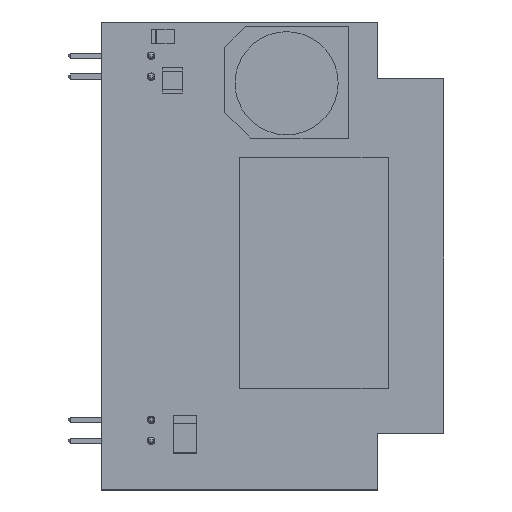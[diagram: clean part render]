
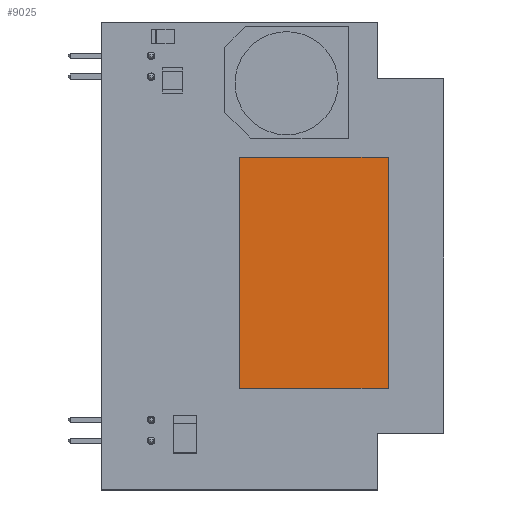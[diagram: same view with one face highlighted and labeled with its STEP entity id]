
A CAD part, top view. The second image highlights one B-rep face of the part: STEP entity #9025.
In plain terms, the highlighted planar face has unit normal (0, 0, 1).
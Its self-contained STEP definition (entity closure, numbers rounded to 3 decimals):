
#8711 = VERTEX_POINT('',#8712);
#8712 = CARTESIAN_POINT('',(9.,-14.,11.5));
#8719 = PLANE('',#8720);
#8720 = AXIS2_PLACEMENT_3D('',#8721,#8722,#8723);
#8721 = CARTESIAN_POINT('',(9.,-14.,0.));
#8722 = DIRECTION('',(-1.,0.,0.));
#8723 = DIRECTION('',(0.,1.,0.));
#8731 = PLANE('',#8732);
#8732 = AXIS2_PLACEMENT_3D('',#8733,#8734,#8735);
#8733 = CARTESIAN_POINT('',(-9.,-14.,0.));
#8734 = DIRECTION('',(0.,1.,0.));
#8735 = DIRECTION('',(1.,0.,0.));
#8743 = EDGE_CURVE('',#8711,#8744,#8746,.T.);
#8744 = VERTEX_POINT('',#8745);
#8745 = CARTESIAN_POINT('',(9.,14.,11.5));
#8746 = SURFACE_CURVE('',#8747,(#8751,#8758),.PCURVE_S1.);
#8747 = LINE('',#8748,#8749);
#8748 = CARTESIAN_POINT('',(9.,-14.,11.5));
#8749 = VECTOR('',#8750,1.);
#8750 = DIRECTION('',(0.,1.,0.));
#8751 = PCURVE('',#8719,#8752);
#8752 = DEFINITIONAL_REPRESENTATION('',(#8753),#8757);
#8753 = LINE('',#8754,#8755);
#8754 = CARTESIAN_POINT('',(0.,-11.5));
#8755 = VECTOR('',#8756,1.);
#8756 = DIRECTION('',(1.,0.));
#8757 = ( GEOMETRIC_REPRESENTATION_CONTEXT(2) 
PARAMETRIC_REPRESENTATION_CONTEXT() REPRESENTATION_CONTEXT('2D SPACE',''
  ) );
#8758 = PCURVE('',#8759,#8764);
#8759 = PLANE('',#8760);
#8760 = AXIS2_PLACEMENT_3D('',#8761,#8762,#8763);
#8761 = CARTESIAN_POINT('',(9.,-14.,11.5));
#8762 = DIRECTION('',(0.,0.,-1.));
#8763 = DIRECTION('',(-1.,0.,0.));
#8764 = DEFINITIONAL_REPRESENTATION('',(#8765),#8769);
#8765 = LINE('',#8766,#8767);
#8766 = CARTESIAN_POINT('',(0.,0.));
#8767 = VECTOR('',#8768,1.);
#8768 = DIRECTION('',(0.,1.));
#8769 = ( GEOMETRIC_REPRESENTATION_CONTEXT(2) 
PARAMETRIC_REPRESENTATION_CONTEXT() REPRESENTATION_CONTEXT('2D SPACE',''
  ) );
#8787 = PLANE('',#8788);
#8788 = AXIS2_PLACEMENT_3D('',#8789,#8790,#8791);
#8789 = CARTESIAN_POINT('',(9.,14.,0.));
#8790 = DIRECTION('',(0.,-1.,0.));
#8791 = DIRECTION('',(-1.,0.,0.));
#8829 = EDGE_CURVE('',#8744,#8830,#8832,.T.);
#8830 = VERTEX_POINT('',#8831);
#8831 = CARTESIAN_POINT('',(-9.,14.,11.5));
#8832 = SURFACE_CURVE('',#8833,(#8837,#8844),.PCURVE_S1.);
#8833 = LINE('',#8834,#8835);
#8834 = CARTESIAN_POINT('',(9.,14.,11.5));
#8835 = VECTOR('',#8836,1.);
#8836 = DIRECTION('',(-1.,0.,0.));
#8837 = PCURVE('',#8787,#8838);
#8838 = DEFINITIONAL_REPRESENTATION('',(#8839),#8843);
#8839 = LINE('',#8840,#8841);
#8840 = CARTESIAN_POINT('',(0.,-11.5));
#8841 = VECTOR('',#8842,1.);
#8842 = DIRECTION('',(1.,0.));
#8843 = ( GEOMETRIC_REPRESENTATION_CONTEXT(2) 
PARAMETRIC_REPRESENTATION_CONTEXT() REPRESENTATION_CONTEXT('2D SPACE',''
  ) );
#8844 = PCURVE('',#8759,#8845);
#8845 = DEFINITIONAL_REPRESENTATION('',(#8846),#8850);
#8846 = LINE('',#8847,#8848);
#8847 = CARTESIAN_POINT('',(0.,28.));
#8848 = VECTOR('',#8849,1.);
#8849 = DIRECTION('',(1.,0.));
#8850 = ( GEOMETRIC_REPRESENTATION_CONTEXT(2) 
PARAMETRIC_REPRESENTATION_CONTEXT() REPRESENTATION_CONTEXT('2D SPACE',''
  ) );
#8868 = PLANE('',#8869);
#8869 = AXIS2_PLACEMENT_3D('',#8870,#8871,#8872);
#8870 = CARTESIAN_POINT('',(-9.,14.,0.));
#8871 = DIRECTION('',(1.,0.,0.));
#8872 = DIRECTION('',(0.,-1.,0.));
#8905 = EDGE_CURVE('',#8830,#8906,#8908,.T.);
#8906 = VERTEX_POINT('',#8907);
#8907 = CARTESIAN_POINT('',(-9.,-14.,11.5));
#8908 = SURFACE_CURVE('',#8909,(#8913,#8920),.PCURVE_S1.);
#8909 = LINE('',#8910,#8911);
#8910 = CARTESIAN_POINT('',(-9.,14.,11.5));
#8911 = VECTOR('',#8912,1.);
#8912 = DIRECTION('',(0.,-1.,0.));
#8913 = PCURVE('',#8868,#8914);
#8914 = DEFINITIONAL_REPRESENTATION('',(#8915),#8919);
#8915 = LINE('',#8916,#8917);
#8916 = CARTESIAN_POINT('',(0.,-11.5));
#8917 = VECTOR('',#8918,1.);
#8918 = DIRECTION('',(1.,0.));
#8919 = ( GEOMETRIC_REPRESENTATION_CONTEXT(2) 
PARAMETRIC_REPRESENTATION_CONTEXT() REPRESENTATION_CONTEXT('2D SPACE',''
  ) );
#8920 = PCURVE('',#8759,#8921);
#8921 = DEFINITIONAL_REPRESENTATION('',(#8922),#8926);
#8922 = LINE('',#8923,#8924);
#8923 = CARTESIAN_POINT('',(18.,28.));
#8924 = VECTOR('',#8925,1.);
#8925 = DIRECTION('',(0.,-1.));
#8926 = ( GEOMETRIC_REPRESENTATION_CONTEXT(2) 
PARAMETRIC_REPRESENTATION_CONTEXT() REPRESENTATION_CONTEXT('2D SPACE',''
  ) );
#8976 = EDGE_CURVE('',#8906,#8711,#8977,.T.);
#8977 = SURFACE_CURVE('',#8978,(#8982,#8989),.PCURVE_S1.);
#8978 = LINE('',#8979,#8980);
#8979 = CARTESIAN_POINT('',(-9.,-14.,11.5));
#8980 = VECTOR('',#8981,1.);
#8981 = DIRECTION('',(1.,0.,0.));
#8982 = PCURVE('',#8731,#8983);
#8983 = DEFINITIONAL_REPRESENTATION('',(#8984),#8988);
#8984 = LINE('',#8985,#8986);
#8985 = CARTESIAN_POINT('',(0.,-11.5));
#8986 = VECTOR('',#8987,1.);
#8987 = DIRECTION('',(1.,0.));
#8988 = ( GEOMETRIC_REPRESENTATION_CONTEXT(2) 
PARAMETRIC_REPRESENTATION_CONTEXT() REPRESENTATION_CONTEXT('2D SPACE',''
  ) );
#8989 = PCURVE('',#8759,#8990);
#8990 = DEFINITIONAL_REPRESENTATION('',(#8991),#8995);
#8991 = LINE('',#8992,#8993);
#8992 = CARTESIAN_POINT('',(18.,0.));
#8993 = VECTOR('',#8994,1.);
#8994 = DIRECTION('',(-1.,0.));
#8995 = ( GEOMETRIC_REPRESENTATION_CONTEXT(2) 
PARAMETRIC_REPRESENTATION_CONTEXT() REPRESENTATION_CONTEXT('2D SPACE',''
  ) );
#9025 = ADVANCED_FACE('',(#9026),#8759,.F.);
#9026 = FACE_BOUND('',#9027,.T.);
#9027 = EDGE_LOOP('',(#9028,#9029,#9030,#9031));
#9028 = ORIENTED_EDGE('',*,*,#8743,.T.);
#9029 = ORIENTED_EDGE('',*,*,#8829,.T.);
#9030 = ORIENTED_EDGE('',*,*,#8905,.T.);
#9031 = ORIENTED_EDGE('',*,*,#8976,.T.);
